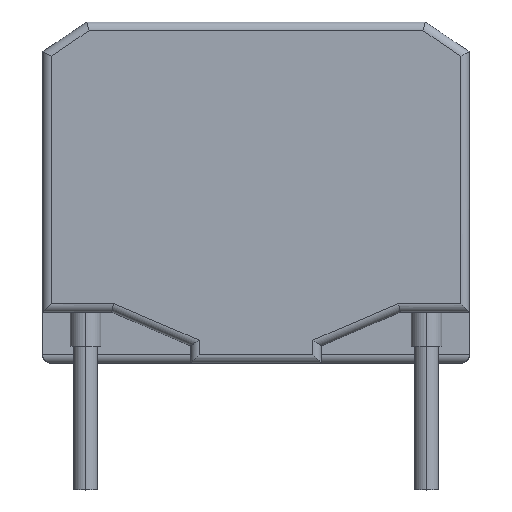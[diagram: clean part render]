
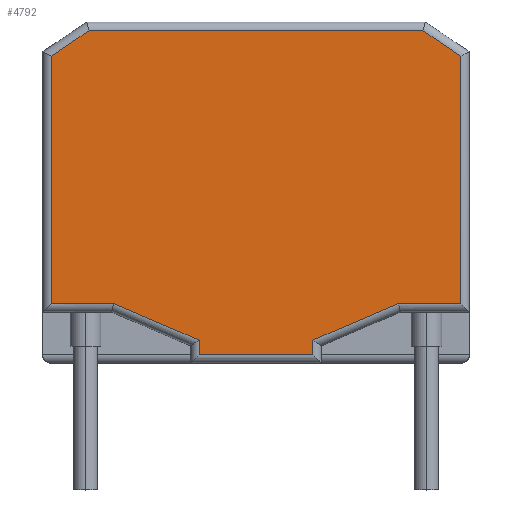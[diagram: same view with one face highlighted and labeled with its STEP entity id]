
A CAD part, top view. The second image highlights one B-rep face of the part: STEP entity #4792.
In plain terms, the highlighted planar face has unit normal (0, 0, 1).
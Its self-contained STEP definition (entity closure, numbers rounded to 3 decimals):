
#10 = CARTESIAN_POINT ( 'NONE',  ( 11.138, 8.25, 0. ) ) ;
#62 = CARTESIAN_POINT ( 'NONE',  ( 0., -1.25, 0. ) ) ;
#112 = VECTOR ( 'NONE', #5952, 1000. ) ;
#149 = FACE_OUTER_BOUND ( 'NONE', #3383, .T. ) ;
#153 = VERTEX_POINT ( 'NONE', #1848 ) ;
#292 = ORIENTED_EDGE ( 'NONE', *, *, #5456, .T. ) ;
#330 = VECTOR ( 'NONE', #6289, 1000. ) ;
#367 = VERTEX_POINT ( 'NONE', #10 ) ;
#426 = EDGE_CURVE ( 'NONE', #153, #5643, #6421, .T. ) ;
#511 = VECTOR ( 'NONE', #1318, 1000. ) ;
#569 = VECTOR ( 'NONE', #6157, 1000. ) ;
#748 = CARTESIAN_POINT ( 'NONE',  ( 4.582, 8.5, 0. ) ) ;
#799 = CARTESIAN_POINT ( 'NONE',  ( 7.918, 8.5, 0. ) ) ;
#850 = VECTOR ( 'NONE', #2211, 1000. ) ;
#914 = CARTESIAN_POINT ( 'NONE',  ( 11.074, 8.293, 0. ) ) ;
#938 = VECTOR ( 'NONE', #2007, 1000. ) ;
#993 = VECTOR ( 'NONE', #1252, 1000. ) ;
#1008 = CARTESIAN_POINT ( 'NONE',  ( 12.25, 7.496, 0. ) ) ;
#1038 = ORIENTED_EDGE ( 'NONE', *, *, #2593, .T. ) ;
#1051 = LINE ( 'NONE', #5267, #4970 ) ;
#1091 = ORIENTED_EDGE ( 'NONE', *, *, #6168, .T. ) ;
#1252 = DIRECTION ( 'NONE',  ( 0.919, 0.394, 0. ) ) ;
#1318 = DIRECTION ( 'NONE',  ( 0., 1., 0. ) ) ;
#1351 = CARTESIAN_POINT ( 'NONE',  ( -2.665, 2.281, 0. ) ) ;
#1533 = CARTESIAN_POINT ( 'NONE',  ( 1.362, 8.25, 0. ) ) ;
#1557 = DIRECTION ( 'NONE',  ( 1., 0., 0. ) ) ;
#1571 = PLANE ( 'NONE',  #4578 ) ;
#1685 = CARTESIAN_POINT ( 'NONE',  ( 0., 8.25, 0. ) ) ;
#1687 = DIRECTION ( 'NONE',  ( 0., 0., -1. ) ) ;
#1713 = DIRECTION ( 'NONE',  ( 0., -1., 0. ) ) ;
#1846 = ORIENTED_EDGE ( 'NONE', *, *, #3263, .T. ) ;
#1848 = CARTESIAN_POINT ( 'NONE',  ( 0.25, 0.25, 0. ) ) ;
#2007 = DIRECTION ( 'NONE',  ( 0., -1., 0. ) ) ;
#2071 = ORIENTED_EDGE ( 'NONE', *, *, #6041, .T. ) ;
#2122 = ORIENTED_EDGE ( 'NONE', *, *, #5143, .T. ) ;
#2138 = LINE ( 'NONE', #5922, #6201 ) ;
#2173 = CARTESIAN_POINT ( 'NONE',  ( 12.5, 0.25, 0. ) ) ;
#2211 = DIRECTION ( 'NONE',  ( -1., 0., 0. ) ) ;
#2249 = ORIENTED_EDGE ( 'NONE', *, *, #426, .T. ) ;
#2391 = CARTESIAN_POINT ( 'NONE',  ( 12.25, 0.25, 0. ) ) ;
#2400 = LINE ( 'NONE', #914, #4936 ) ;
#2472 = CARTESIAN_POINT ( 'NONE',  ( 10.426, 0.25, 0. ) ) ;
#2593 = EDGE_CURVE ( 'NONE', #2868, #3684, #3225, .T. ) ;
#2814 = DIRECTION ( 'NONE',  ( 0., 1., 0. ) ) ;
#2868 = VERTEX_POINT ( 'NONE', #5799 ) ;
#2937 = VERTEX_POINT ( 'NONE', #5827 ) ;
#2977 = CARTESIAN_POINT ( 'NONE',  ( 7.918, -0.825, 0. ) ) ;
#3150 = ORIENTED_EDGE ( 'NONE', *, *, #5877, .T. ) ;
#3225 = LINE ( 'NONE', #799, #511 ) ;
#3263 = EDGE_CURVE ( 'NONE', #3743, #2868, #4643, .T. ) ;
#3359 = EDGE_CURVE ( 'NONE', #5698, #5660, #5358, .T. ) ;
#3383 = EDGE_LOOP ( 'NONE', ( #4033, #2122, #292, #3898, #4390, #2249, #1091, #2071, #1846, #1038, #3150, #6014 ) ) ;
#3684 = VERTEX_POINT ( 'NONE', #2977 ) ;
#3740 = LINE ( 'NONE', #1685, #850 ) ;
#3743 = VERTEX_POINT ( 'NONE', #4136 ) ;
#3898 = ORIENTED_EDGE ( 'NONE', *, *, #5637, .T. ) ;
#3901 = CARTESIAN_POINT ( 'NONE',  ( 2.074, 0.25, 0. ) ) ;
#3945 = DIRECTION ( 'NONE',  ( -0.828, -0.561, 0. ) ) ;
#3980 = EDGE_CURVE ( 'NONE', #2937, #153, #6310, .T. ) ;
#4018 = DIRECTION ( 'NONE',  ( -0.828, 0.561, 0. ) ) ;
#4033 = ORIENTED_EDGE ( 'NONE', *, *, #6097, .T. ) ;
#4095 = CARTESIAN_POINT ( 'NONE',  ( 2.023, 0.25, 0. ) ) ;
#4136 = CARTESIAN_POINT ( 'NONE',  ( 4.582, -1.25, 0. ) ) ;
#4270 = LINE ( 'NONE', #748, #5942 ) ;
#4343 = CARTESIAN_POINT ( 'NONE',  ( 4.605, -2.245, 0. ) ) ;
#4390 = ORIENTED_EDGE ( 'NONE', *, *, #3980, .T. ) ;
#4444 = LINE ( 'NONE', #4343, #993 ) ;
#4578 = AXIS2_PLACEMENT_3D ( 'NONE', #5684, #1687, #5195 ) ;
#4643 = LINE ( 'NONE', #62, #569 ) ;
#4792 = ADVANCED_FACE ( 'NONE', ( #149 ), #1571, .F. ) ;
#4936 = VECTOR ( 'NONE', #4018, 1000. ) ;
#4970 = VECTOR ( 'NONE', #2814, 1000. ) ;
#5143 = EDGE_CURVE ( 'NONE', #5278, #367, #2400, .T. ) ;
#5195 = DIRECTION ( 'NONE',  ( -1., 0., 0. ) ) ;
#5267 = CARTESIAN_POINT ( 'NONE',  ( 12.25, 8.5, 0. ) ) ;
#5278 = VERTEX_POINT ( 'NONE', #1008 ) ;
#5358 = LINE ( 'NONE', #2173, #330 ) ;
#5456 = EDGE_CURVE ( 'NONE', #367, #6621, #3740, .T. ) ;
#5506 = CARTESIAN_POINT ( 'NONE',  ( 0.25, 8.5, 0. ) ) ;
#5637 = EDGE_CURVE ( 'NONE', #6621, #2937, #2138, .T. ) ;
#5643 = VERTEX_POINT ( 'NONE', #3901 ) ;
#5660 = VERTEX_POINT ( 'NONE', #2391 ) ;
#5684 = CARTESIAN_POINT ( 'NONE',  ( 0., 8.5, 0. ) ) ;
#5698 = VERTEX_POINT ( 'NONE', #2472 ) ;
#5799 = CARTESIAN_POINT ( 'NONE',  ( 7.918, -1.25, 0. ) ) ;
#5827 = CARTESIAN_POINT ( 'NONE',  ( 0.25, 7.496, 0. ) ) ;
#5858 = VECTOR ( 'NONE', #1557, 1000. ) ;
#5877 = EDGE_CURVE ( 'NONE', #3684, #5698, #4444, .T. ) ;
#5922 = CARTESIAN_POINT ( 'NONE',  ( 0.545, 7.696, 0. ) ) ;
#5942 = VECTOR ( 'NONE', #1713, 1000. ) ;
#5952 = DIRECTION ( 'NONE',  ( 0.919, -0.394, 0. ) ) ;
#6014 = ORIENTED_EDGE ( 'NONE', *, *, #3359, .T. ) ;
#6041 = EDGE_CURVE ( 'NONE', #6303, #3743, #4270, .T. ) ;
#6097 = EDGE_CURVE ( 'NONE', #5660, #5278, #1051, .T. ) ;
#6157 = DIRECTION ( 'NONE',  ( 1., 0., 0. ) ) ;
#6168 = EDGE_CURVE ( 'NONE', #5643, #6303, #6413, .T. ) ;
#6201 = VECTOR ( 'NONE', #3945, 1000. ) ;
#6289 = DIRECTION ( 'NONE',  ( 1., 0., 0. ) ) ;
#6303 = VERTEX_POINT ( 'NONE', #6623 ) ;
#6310 = LINE ( 'NONE', #5506, #938 ) ;
#6413 = LINE ( 'NONE', #1351, #112 ) ;
#6421 = LINE ( 'NONE', #4095, #5858 ) ;
#6621 = VERTEX_POINT ( 'NONE', #1533 ) ;
#6623 = CARTESIAN_POINT ( 'NONE',  ( 4.582, -0.825, 0. ) ) ;
